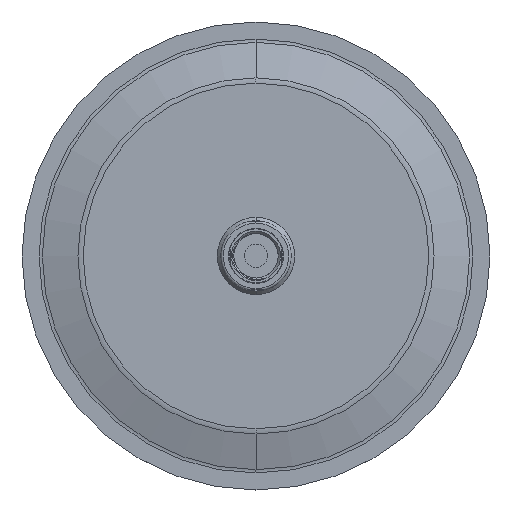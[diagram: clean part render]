
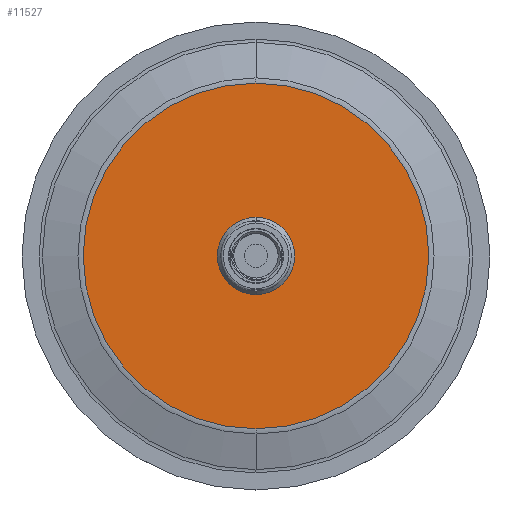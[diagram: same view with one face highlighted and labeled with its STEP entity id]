
A CAD part, top view. The second image highlights one B-rep face of the part: STEP entity #11527.
In plain terms, the highlighted planar face has unit normal (0, 0, 1).
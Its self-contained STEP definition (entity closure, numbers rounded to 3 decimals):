
#1887=CARTESIAN_POINT('',(0.,0.,7.));
#1888=DIRECTION('',(0.,0.,-1.));
#1889=DIRECTION('',(0.,-1.,0.));
#1890=AXIS2_PLACEMENT_3D('',#1887,#1888,#1889);
#1892=CARTESIAN_POINT('',(0.,0.,7.));
#1893=DIRECTION('',(0.,0.,-1.));
#1894=DIRECTION('',(0.,1.,0.));
#1895=AXIS2_PLACEMENT_3D('',#1892,#1893,#1894);
#1897=CARTESIAN_POINT('',(0.,0.,7.));
#1898=DIRECTION('',(0.,0.,-1.));
#1899=DIRECTION('',(0.,1.,0.));
#1900=AXIS2_PLACEMENT_3D('',#1897,#1898,#1899);
#1902=CARTESIAN_POINT('',(0.,0.,7.));
#1903=DIRECTION('',(0.,0.,-1.));
#1904=DIRECTION('',(0.,-1.,0.));
#1905=AXIS2_PLACEMENT_3D('',#1902,#1903,#1904);
#7876=CARTESIAN_POINT('',(0.,-16.5,7.));
#7877=CARTESIAN_POINT('',(0.,16.5,7.));
#7878=VERTEX_POINT('',#7876);
#7879=VERTEX_POINT('',#7877);
#7896=CARTESIAN_POINT('',(0.,73.848,7.));
#7897=CARTESIAN_POINT('',(0.,-73.848,7.));
#7898=VERTEX_POINT('',#7896);
#7899=VERTEX_POINT('',#7897);
#11512=CARTESIAN_POINT('',(0.,0.,7.));
#11513=DIRECTION('',(0.,0.,-1.));
#11514=DIRECTION('',(0.,1.,0.));
#11515=AXIS2_PLACEMENT_3D('',#11512,#11513,#11514);
#11516=PLANE('',#11515);
#11517=ORIENTED_EDGE('',*,*,#11494,.T.);
#11518=ORIENTED_EDGE('',*,*,#11479,.T.);
#11519=EDGE_LOOP('',(#11517,#11518));
#11520=FACE_OUTER_BOUND('',#11519,.F.);
#11522=ORIENTED_EDGE('',*,*,#11521,.F.);
#11524=ORIENTED_EDGE('',*,*,#11523,.F.);
#11525=EDGE_LOOP('',(#11522,#11524));
#11526=FACE_BOUND('',#11525,.F.);
#11527=ADVANCED_FACE('',(#11520,#11526),#11516,.F.);
#1891=CIRCLE('',#1890,16.5);
#1896=CIRCLE('',#1895,16.5);
#1901=CIRCLE('',#1900,73.848);
#1906=CIRCLE('',#1905,73.848);
#11479=EDGE_CURVE('',#7899,#7898,#1906,.T.);
#11494=EDGE_CURVE('',#7898,#7899,#1901,.T.);
#11521=EDGE_CURVE('',#7878,#7879,#1891,.T.);
#11523=EDGE_CURVE('',#7879,#7878,#1896,.T.);
